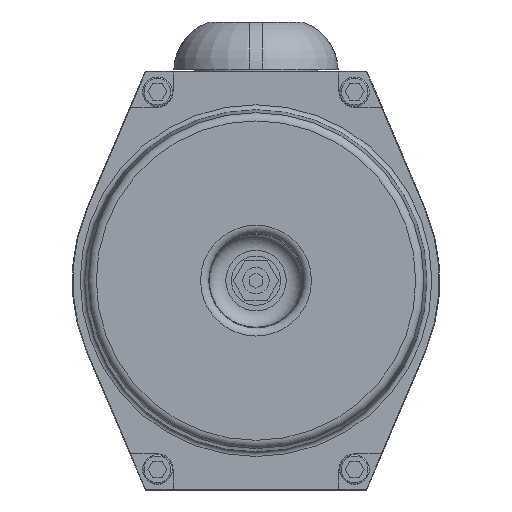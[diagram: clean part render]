
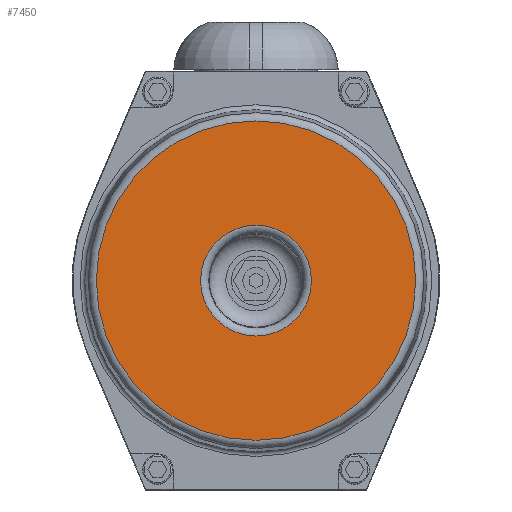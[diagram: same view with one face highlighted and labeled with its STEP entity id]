
A CAD part, left-side view. The second image highlights one B-rep face of the part: STEP entity #7450.
In plain terms, the highlighted planar face has unit normal (-1, 0, 0).
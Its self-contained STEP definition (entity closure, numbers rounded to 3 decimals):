
#266=CIRCLE('',#7859,33.745);
#268=CIRCLE('',#7863,97.261);
#1021=ORIENTED_EDGE('',*,*,#2071,.F.);
#1022=ORIENTED_EDGE('',*,*,#2069,.F.);
#2069=EDGE_CURVE('',#2677,#2677,#266,.T.);
#2071=EDGE_CURVE('',#2679,#2679,#268,.T.);
#2677=VERTEX_POINT('',#10459);
#2679=VERTEX_POINT('',#10465);
#4158=EDGE_LOOP('',(#1021));
#4159=EDGE_LOOP('',(#1022));
#4603=FACE_BOUND('',#4158,.T.);
#4604=FACE_BOUND('',#4159,.T.);
#4919=PLANE('',#7862);
#7450=ADVANCED_FACE('',(#4603,#4604),#4919,.F.);
#7859=AXIS2_PLACEMENT_3D('',#10458,#8810,#8811);
#7862=AXIS2_PLACEMENT_3D('',#10463,#8816,#8817);
#7863=AXIS2_PLACEMENT_3D('',#10464,#8818,#8819);
#8810=DIRECTION('',(-1.,0.,0.));
#8811=DIRECTION('',(0.,-1.,0.));
#8816=DIRECTION('',(1.,0.,0.));
#8817=DIRECTION('',(0.,1.,0.));
#8818=DIRECTION('',(1.,0.,0.));
#8819=DIRECTION('',(0.,-1.,0.));
#10458=CARTESIAN_POINT('',(-232.,0.,0.));
#10459=CARTESIAN_POINT('',(-232.,-33.745,0.));
#10463=CARTESIAN_POINT('',(-232.,65.5,0.));
#10464=CARTESIAN_POINT('',(-232.,0.,0.));
#10465=CARTESIAN_POINT('',(-232.,-97.261,0.));
